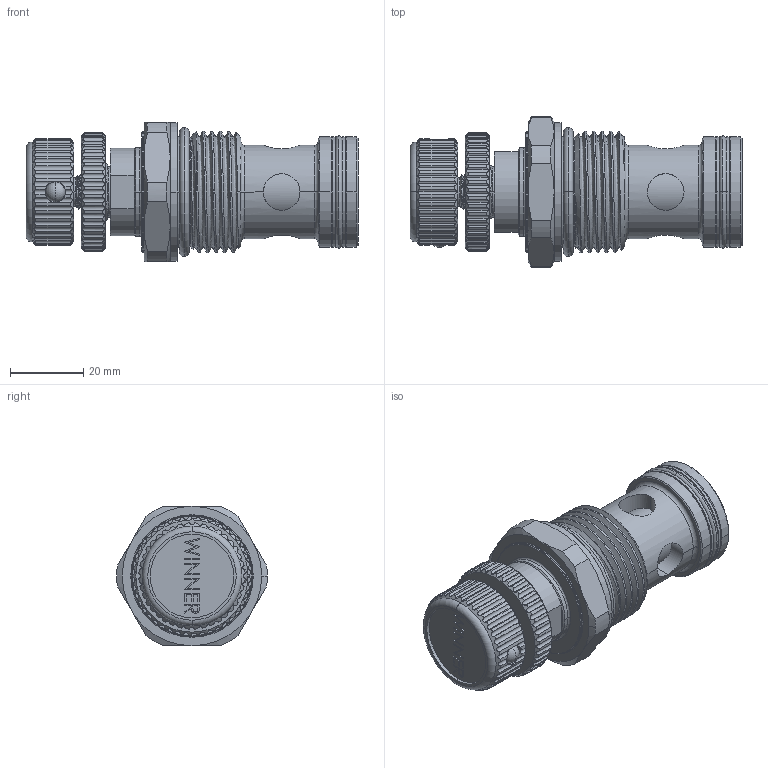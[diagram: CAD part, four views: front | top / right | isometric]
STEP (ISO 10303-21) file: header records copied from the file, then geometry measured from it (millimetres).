
FILE_DESCRIPTION (( 'STEP AP203' ), '1' );
FILE_NAME ('NC21E20-K.STEP', '2021-07-05T05:37:03', ( '' ), ( '' ), 'SwSTEP 2.0', 'SolidWorks 2018', '' );
FILE_SCHEMA (( 'CONFIG_CONTROL_DESIGN' ));
Length unit declared in the file: millimetre
Products named in the file (1): NC21E20-K
Bounding box: 90.5 x 41.1 x 38 mm (x, y, z)
Volume: 59081.4 mm3; surface area: 17156.9 mm2
Topology: 3 solids, 3 shells, 508 faces, 1356 edges, 880 vertices
Faces by surface type: cylinder 308, plane 114, cone 50, torus 22, bspline 12, sphere 2
Entity records: 28804 total; most frequent: CARTESIAN_POINT 16567, ORIENTED_EDGE 2712, DIRECTION 2345, EDGE_CURVE 1356, AXIS2_PLACEMENT_3D 888, VERTEX_POINT 880, LINE 569, VECTOR 569
